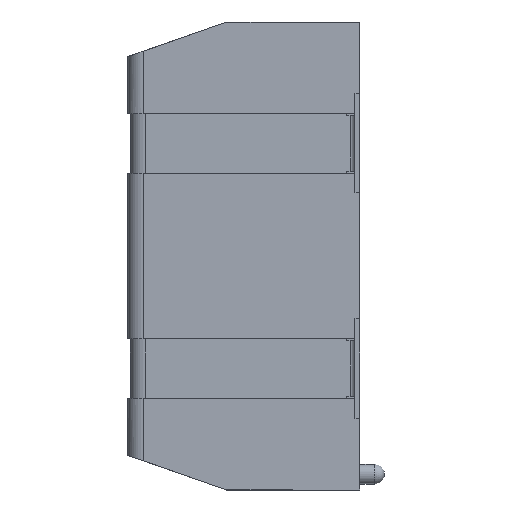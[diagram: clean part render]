
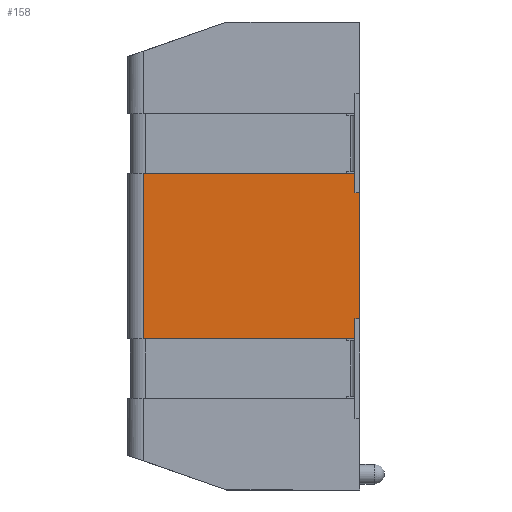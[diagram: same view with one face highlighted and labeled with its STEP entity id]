
A CAD part, left-side view. The second image highlights one B-rep face of the part: STEP entity #158.
In plain terms, the highlighted planar face has unit normal (-1, 0.018, 0).
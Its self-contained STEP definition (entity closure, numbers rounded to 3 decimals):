
#18 = EDGE_CURVE ( 'NONE', #19, #43, #1389, .T. ) ;
#19 = VERTEX_POINT ( 'NONE', #1385 ) ;
#43 = VERTEX_POINT ( 'NONE', #1485 ) ;
#64 = VERTEX_POINT ( 'NONE', #1586 ) ;
#65 = ORIENTED_EDGE ( 'NONE', *, *, #68, .F. ) ;
#68 = EDGE_CURVE ( 'NONE', #19, #64, #1584, .T. ) ;
#91 = VERTEX_POINT ( 'NONE', #1667 ) ;
#125 = EDGE_CURVE ( 'NONE', #43, #91, #1771, .T. ) ;
#158 = ADVANCED_FACE ( 'NONE', ( #1913 ), #1876, .T. ) ;
#159 = EDGE_LOOP ( 'NONE', ( #160, #161, #162, #65 ) ) ;
#160 = ORIENTED_EDGE ( 'NONE', *, *, #18, .T. ) ;
#161 = ORIENTED_EDGE ( 'NONE', *, *, #125, .T. ) ;
#162 = ORIENTED_EDGE ( 'NONE', *, *, #163, .T. ) ;
#163 = EDGE_CURVE ( 'NONE', #91, #64, #1864, .T. ) ;
#1385 = CARTESIAN_POINT ( 'NONE',  ( -28.159, -9.447, -0.953 ) ) ;
#1386 = DIRECTION ( 'NONE',  ( 0.017, 1., 0. ) ) ;
#1387 = VECTOR ( 'NONE', #1386, 1000. ) ;
#1388 = CARTESIAN_POINT ( 'NONE',  ( -27.9, 5.412, -0.953 ) ) ;
#1389 = LINE ( 'NONE', #1388, #1387 ) ;
#1485 = CARTESIAN_POINT ( 'NONE',  ( -27.917, 4.414, -0.953 ) ) ;
#1581 = DIRECTION ( 'NONE',  ( 0., 0., -1. ) ) ;
#1582 = VECTOR ( 'NONE', #1581, 1000. ) ;
#1583 = CARTESIAN_POINT ( 'NONE',  ( -28.159, -9.447, 8.725 ) ) ;
#1584 = LINE ( 'NONE', #1583, #1582 ) ;
#1586 = CARTESIAN_POINT ( 'NONE',  ( -28.159, -9.447, -11.57 ) ) ;
#1667 = CARTESIAN_POINT ( 'NONE',  ( -27.917, 4.414, -11.57 ) ) ;
#1768 = DIRECTION ( 'NONE',  ( 0., 0., -1. ) ) ;
#1769 = VECTOR ( 'NONE', #1768, 1000. ) ;
#1770 = CARTESIAN_POINT ( 'NONE',  ( -27.917, 4.414, -13.475 ) ) ;
#1771 = LINE ( 'NONE', #1770, #1769 ) ;
#1861 = DIRECTION ( 'NONE',  ( -0.017, -1., 0. ) ) ;
#1862 = VECTOR ( 'NONE', #1861, 1000. ) ;
#1863 = CARTESIAN_POINT ( 'NONE',  ( -27.9, 5.412, -11.57 ) ) ;
#1864 = LINE ( 'NONE', #1863, #1862 ) ;
#1866 = DIRECTION ( 'NONE',  ( -0.017, -1., 0. ) ) ;
#1869 = DIRECTION ( 'NONE',  ( -1., 0.017, 0. ) ) ;
#1871 = CARTESIAN_POINT ( 'NONE',  ( -27.9, 5.412, -13.475 ) ) ;
#1873 = AXIS2_PLACEMENT_3D ( 'NONE', #1871, #1869, #1866 ) ;
#1876 = PLANE ( 'NONE',  #1873 ) ;
#1913 = FACE_OUTER_BOUND ( 'NONE', #159, .T. ) ;
